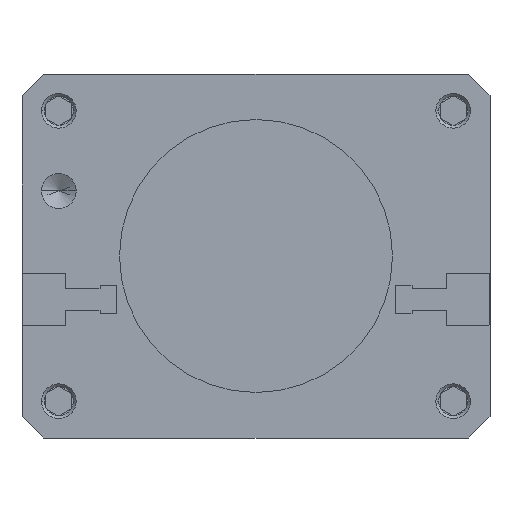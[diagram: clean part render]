
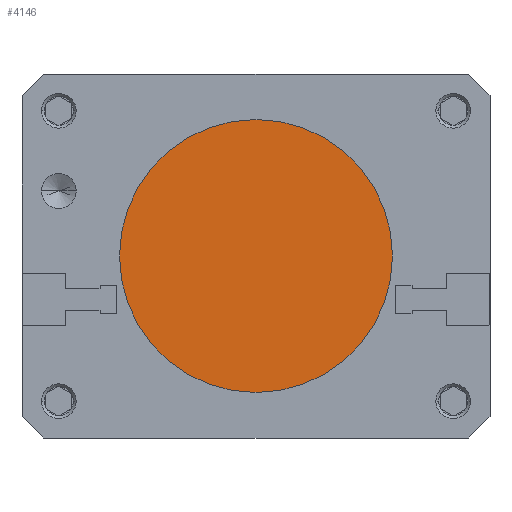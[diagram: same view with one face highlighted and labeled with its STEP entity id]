
A CAD part, front view. The second image highlights one B-rep face of the part: STEP entity #4146.
In plain terms, the highlighted planar face has unit normal (0, -1, 0).
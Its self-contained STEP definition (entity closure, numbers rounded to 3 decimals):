
#4146 = ADVANCED_FACE( '', ( #9070 ), #9071, .F. );
#4936 = VERTEX_POINT( '', #9952 );
#5076 = VERTEX_POINT( '', #10110 );
#6128 = EDGE_CURVE( '', #4936, #5076, #11269, .T. );
#6556 = EDGE_CURVE( '', #5076, #4936, #11744, .T. );
#9070 = FACE_OUTER_BOUND( '', #15245, .T. );
#9071 = PLANE( '', #15246 );
#9952 = CARTESIAN_POINT( '', ( -31.5, 3., 0. ) );
#10110 = CARTESIAN_POINT( '', ( 31.5, 3., 0. ) );
#11269 = CIRCLE( '', #18497, 31.5 );
#11744 = CIRCLE( '', #19249, 31.5 );
#15245 = EDGE_LOOP( '', ( #22464, #22465 ) );
#15246 = AXIS2_PLACEMENT_3D( '', #22466, #22467, #22468 );
#18497 = AXIS2_PLACEMENT_3D( '', #24923, #24924, #24925 );
#19249 = AXIS2_PLACEMENT_3D( '', #25469, #25470, #25471 );
#22464 = ORIENTED_EDGE( '', *, *, #6556, .T. );
#22465 = ORIENTED_EDGE( '', *, *, #6128, .T. );
#22466 = CARTESIAN_POINT( '', ( 0., 3., 0. ) );
#22467 = DIRECTION( '', ( 0., 1., 0. ) );
#22468 = DIRECTION( '', ( 0., 0., 1. ) );
#24923 = CARTESIAN_POINT( '', ( 0., 3., 0. ) );
#24924 = DIRECTION( '', ( 0., -1., 0. ) );
#24925 = DIRECTION( '', ( 1., 0., 0. ) );
#25469 = CARTESIAN_POINT( '', ( 0., 3., 0. ) );
#25470 = DIRECTION( '', ( 0., -1., 0. ) );
#25471 = DIRECTION( '', ( 1., 0., 0. ) );
